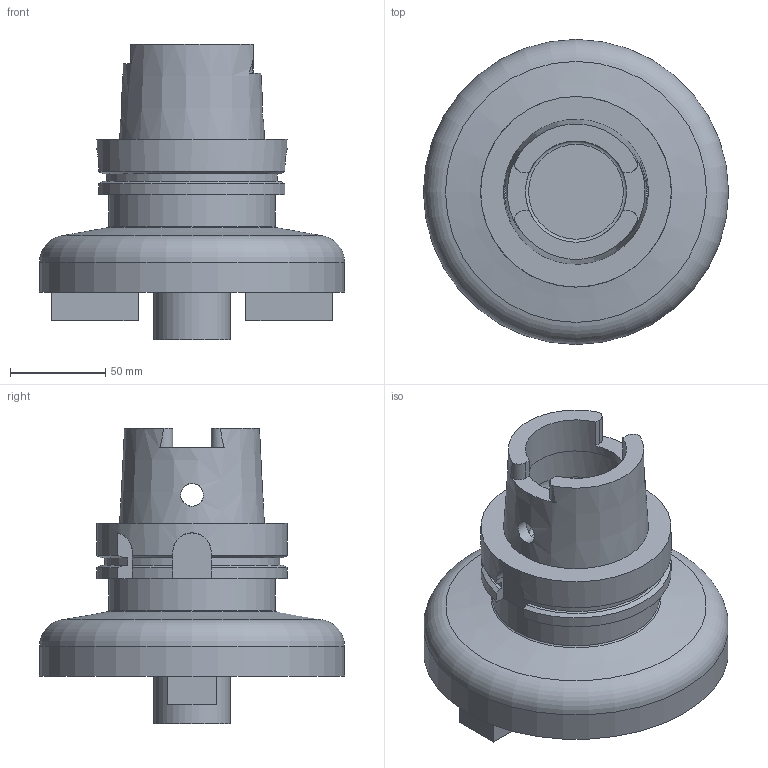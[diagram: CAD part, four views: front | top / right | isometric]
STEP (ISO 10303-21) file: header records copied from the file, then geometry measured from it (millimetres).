
FILE_DESCRIPTION(/* description */ (''),/* implementation_level */ '2;1');
FILE_NAME(/* name */ '1713878261377.stp',/* time_stamp */ '2024-04-23T15:17:46+02:00',/* author */ (''),/* organization */ ('SMS'),/* preprocessor_version */ 'ST-DEVELOPER v16.7',/* originating_system */ 'SIEMENS PLM Software NX 12.0',/* authorisation */ '');
FILE_SCHEMA (('AUTOMOTIVE_DESIGN { 1 0 10303 214 3 1 1 1 }'));
Length unit declared in the file: millimetre
Products named in the file (1): 205280823mod000_00
Bounding box: 160 x 160 x 154.9 mm (x, y, z)
Volume: 1047075.2 mm3; surface area: 100884.8 mm2
Topology: 1 solids, 1 shells, 79 faces, 219 edges, 148 vertices
Faces by surface type: plane 41, cylinder 24, cone 9, torus 5
Full cylindrical faces by diameter (mm): 12 x2, 40 x1, 53.06 x2, 63.095 x1, 87.5 x1, 99.93 x1, 160 x1
Entity records: 2557 total; most frequent: CARTESIAN_POINT 616, DIRECTION 388, ORIENTED_EDGE 378, EDGE_CURVE 189, AXIS2_PLACEMENT_3D 145, VERTEX_POINT 132, EDGE_LOOP 103, LINE 98
